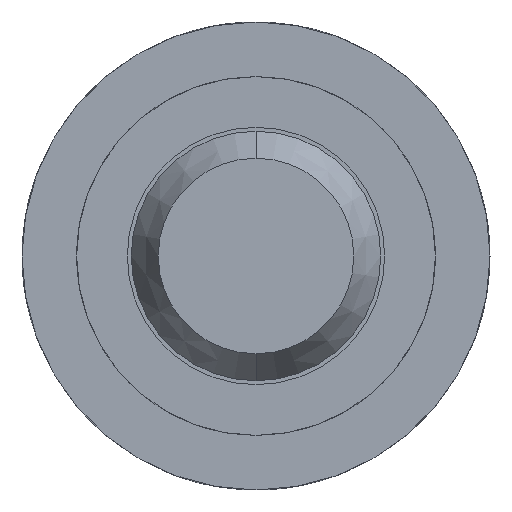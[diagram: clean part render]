
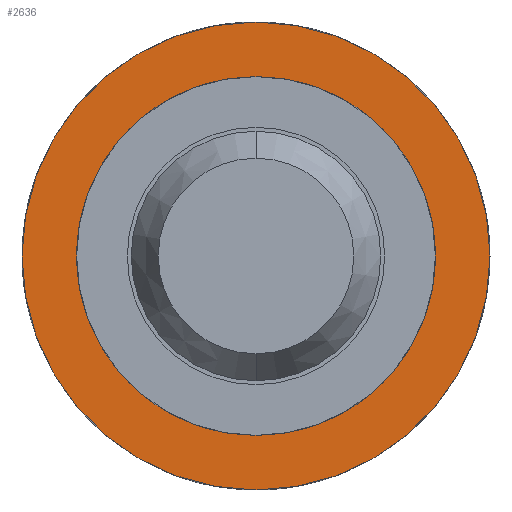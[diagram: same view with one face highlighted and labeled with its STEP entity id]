
A CAD part, front view. The second image highlights one B-rep face of the part: STEP entity #2636.
In plain terms, the highlighted planar face has unit normal (0, -1, 0).
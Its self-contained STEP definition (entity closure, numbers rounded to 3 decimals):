
#17 = DIRECTION ( 'NONE',  ( 1., 0., 0. ) ) ;
#70 = CIRCLE ( 'NONE', #2797, 0.5 ) ;
#361 = DIRECTION ( 'NONE',  ( 0., -1., 0. ) ) ;
#409 = EDGE_CURVE ( 'Defeature ausgef�hrt2_15+Defeature ausgef�hrt2_16+Defeature ausgef�hrt2_16+Defeature ausgef�hrt2_16', #2487, #3118, #3005, .T. ) ;
#624 = AXIS2_PLACEMENT_3D ( 'NONE', #4628, #956, #1026 ) ;
#640 = ORIENTED_EDGE ( 'NONE', *, *, #3236, .F. ) ;
#956 = DIRECTION ( 'NONE',  ( 0., -1., 0. ) ) ;
#1026 = DIRECTION ( 'NONE',  ( 1., 0., 0. ) ) ;
#1138 = PLANE ( 'NONE',  #3945 ) ;
#1188 = FACE_BOUND ( 'NONE', #4424, .T. ) ;
#1355 = ORIENTED_EDGE ( 'NONE', *, *, #1406, .F. ) ;
#1406 = EDGE_CURVE ( 'Defeature ausgef�hrt2_0+Defeature ausgef�hrt2_15+Defeature ausgef�hrt2_15+Defeature ausgef�hrt2_15', #4463, #2512, #2246, .T. ) ;
#1436 = DIRECTION ( 'NONE',  ( 0., -1., 0. ) ) ;
#1540 = CARTESIAN_POINT ( 'NONE',  ( 0.5, 5.6, 0. ) ) ;
#1641 = AXIS2_PLACEMENT_3D ( 'NONE', #3988, #1436, #4035 ) ;
#2018 = CIRCLE ( 'NONE', #1641, 1.5 ) ;
#2045 = ORIENTED_EDGE ( 'NONE', *, *, #409, .T. ) ;
#2246 = CIRCLE ( 'NONE', #624, 0.5 ) ;
#2486 = CARTESIAN_POINT ( 'NONE',  ( -1.5, 5.6, 0. ) ) ;
#2487 = VERTEX_POINT ( 'NONE', #2937 ) ;
#2512 = VERTEX_POINT ( 'NONE', #3085 ) ;
#2595 = CARTESIAN_POINT ( 'NONE',  ( 0., 5.6, 0. ) ) ;
#2636 = ADVANCED_FACE ( 'Defeature ausgef�hrt2_15', ( #2650, #1188 ), #1138, .T. ) ;
#2650 = FACE_OUTER_BOUND ( 'NONE', #4725, .T. ) ;
#2731 = CARTESIAN_POINT ( 'NONE',  ( 0., 5.6, 0. ) ) ;
#2797 = AXIS2_PLACEMENT_3D ( 'NONE', #2731, #3818, #3060 ) ;
#2860 = AXIS2_PLACEMENT_3D ( 'NONE', #2595, #361, #4792 ) ;
#2937 = CARTESIAN_POINT ( 'NONE',  ( 1.5, 5.6, 0. ) ) ;
#3005 = CIRCLE ( 'NONE', #2860, 1.5 ) ;
#3026 = DIRECTION ( 'NONE',  ( 0., -1., 0. ) ) ;
#3060 = DIRECTION ( 'NONE',  ( 1., 0., 0. ) ) ;
#3085 = CARTESIAN_POINT ( 'NONE',  ( 0.5, 5.6, 0. ) ) ;
#3118 = VERTEX_POINT ( 'NONE', #2486 ) ;
#3236 = EDGE_CURVE ( 'Defeature ausgef�hrt2_0+Defeature ausgef�hrt2_15+Defeature ausgef�hrt2_15+Defeature ausgef�hrt2_15', #2512, #4463, #70, .T. ) ;
#3303 = CARTESIAN_POINT ( 'NONE',  ( -0.5, 5.6, 0. ) ) ;
#3678 = ORIENTED_EDGE ( 'NONE', *, *, #4787, .T. ) ;
#3818 = DIRECTION ( 'NONE',  ( 0., -1., 0. ) ) ;
#3945 = AXIS2_PLACEMENT_3D ( 'NONE', #1540, #3026, #17 ) ;
#3988 = CARTESIAN_POINT ( 'NONE',  ( 0., 5.6, 0. ) ) ;
#4035 = DIRECTION ( 'NONE',  ( 1., 0., 0. ) ) ;
#4424 = EDGE_LOOP ( 'NONE', ( #640, #1355 ) ) ;
#4463 = VERTEX_POINT ( 'NONE', #3303 ) ;
#4628 = CARTESIAN_POINT ( 'NONE',  ( 0., 5.6, 0. ) ) ;
#4725 = EDGE_LOOP ( 'NONE', ( #2045, #3678 ) ) ;
#4787 = EDGE_CURVE ( 'Defeature ausgef�hrt2_15+Defeature ausgef�hrt2_16+Defeature ausgef�hrt2_16+Defeature ausgef�hrt2_16', #3118, #2487, #2018, .T. ) ;
#4792 = DIRECTION ( 'NONE',  ( 1., 0., 0. ) ) ;
